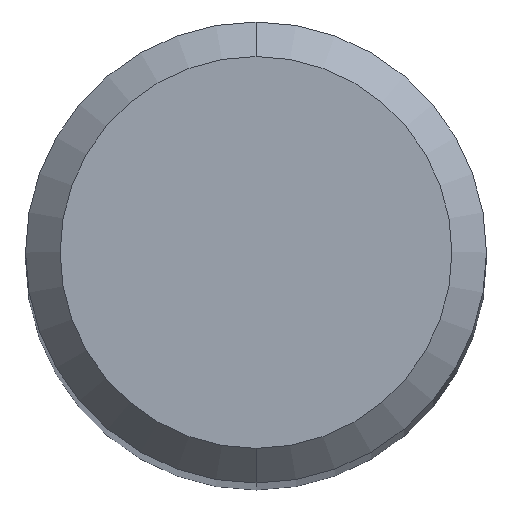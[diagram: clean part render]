
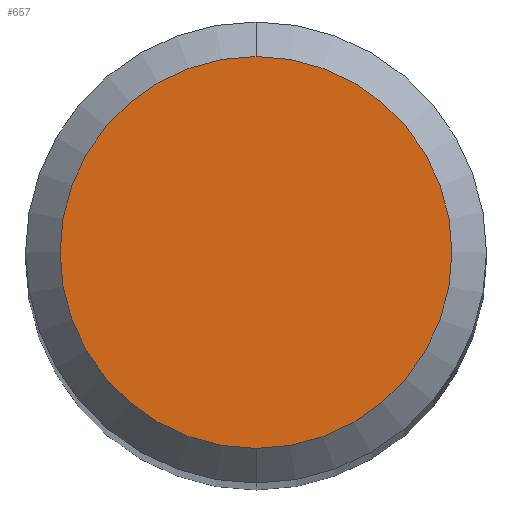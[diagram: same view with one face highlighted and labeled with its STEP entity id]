
A CAD part, top view. The second image highlights one B-rep face of the part: STEP entity #657.
In plain terms, the highlighted planar face has unit normal (0, 0, 1).
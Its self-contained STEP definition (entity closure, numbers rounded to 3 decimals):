
#657=ADVANCED_FACE('',(#1503),#1504,.T.);
#843=EDGE_CURVE('',#889,#1075,#1705,.T.);
#889=VERTEX_POINT('',#1758);
#1075=VERTEX_POINT('',#1959);
#1097=EDGE_CURVE('',#1075,#889,#1982,.T.);
#1503=FACE_OUTER_BOUND('',#3245,.T.);
#1504=PLANE('',#3246);
#1705=CIRCLE('',#4010,1.7);
#1758=CARTESIAN_POINT('',(0.0,1.7,0.0));
#1959=CARTESIAN_POINT('',(0.,-1.7,0.0));
#1982=CIRCLE('',#4947,1.7);
#3245=EDGE_LOOP('',(#5807,#5808));
#3246=AXIS2_PLACEMENT_3D('',#5809,#5810,#5811);
#4010=AXIS2_PLACEMENT_3D('',#5997,#5998,#5999);
#4947=AXIS2_PLACEMENT_3D('',#6322,#6323,#6324);
#5807=ORIENTED_EDGE('',*,*,#843,.F.);
#5808=ORIENTED_EDGE('',*,*,#1097,.F.);
#5809=CARTESIAN_POINT('',(0.0,0.85,0.0));
#5810=DIRECTION('',(-0.0,0.0,1.0));
#5811=DIRECTION('',(0.0,-1.0,0.0));
#5997=CARTESIAN_POINT('',(0.0,0.0,0.0));
#5998=DIRECTION('',(0.0,0.0,-1.0));
#5999=DIRECTION('',(0.0,1.0,0.0));
#6322=CARTESIAN_POINT('',(0.0,0.0,0.0));
#6323=DIRECTION('',(0.0,0.0,-1.0));
#6324=DIRECTION('',(0.0,1.0,0.0));
